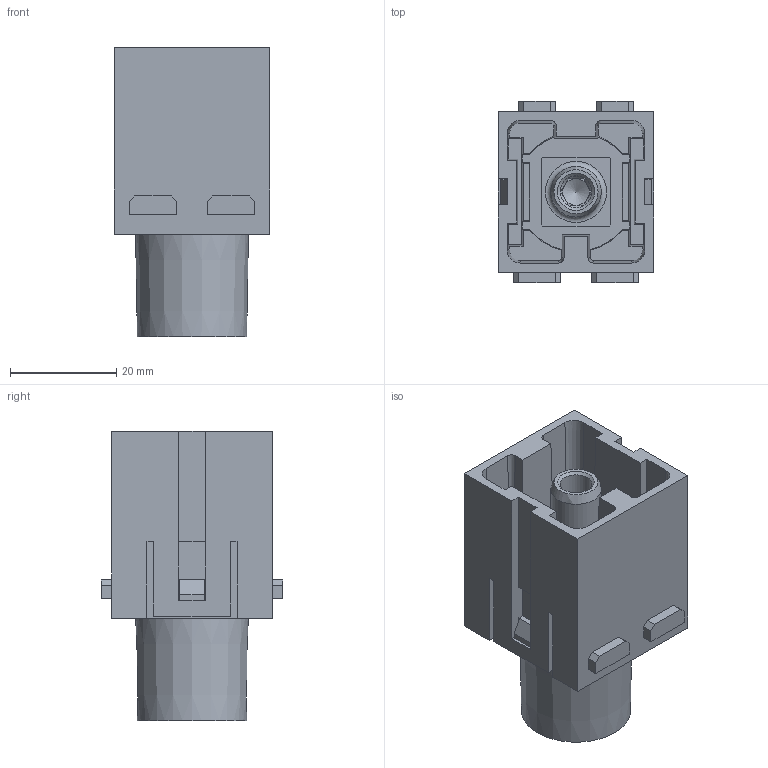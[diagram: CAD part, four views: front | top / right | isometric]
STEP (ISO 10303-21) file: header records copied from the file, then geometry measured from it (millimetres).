
FILE_DESCRIPTION(/* description */ (''),/* implementation_level */ '2;1');
FILE_NAME(/* name */ '100095278ugm000_d.stp',/* time_stamp */ '2019-05-08T12:34:13+02:00',/* author */ (''),/* organization */ (''),/* preprocessor_version */ 'ST-DEVELOPER v16.7',/* originating_system */ 'SIEMENS PLM Software NX 12.0',/* authorisation */ '');
FILE_SCHEMA (('AUTOMOTIVE_DESIGN { 1 0 10303 214 3 1 1 1 }'));
Length unit declared in the file: millimetre
Products named in the file (1): 100095278ugm000_d
Bounding box: 29.35 x 34.2 x 54.5 mm (x, y, z)
Volume: 22878.7 mm3; surface area: 13604.6 mm2
Topology: 1 solids, 1 shells, 276 faces, 823 edges, 661 vertices
Faces by surface type: plane 230, cone 21, cylinder 19, bspline 3, extrusion 2, torus 1
Full cylindrical faces by diameter (mm): 0.455 x1, 0.538 x1, 5 x1, 6 x1, 8 x1, 8.8 x1, 9.5 x1, 10 x1, 12 x1, 15.5 x1, 16 x1
Entity records: 11292 total; most frequent: CARTESIAN_POINT 1873, ORIENTED_EDGE 1408, DIRECTION 1386, EDGE_CURVE 704, VECTOR 670, LINE 668, VERTEX_POINT 482, PRESENTATION_STYLE_ASSIGNMENT 365
